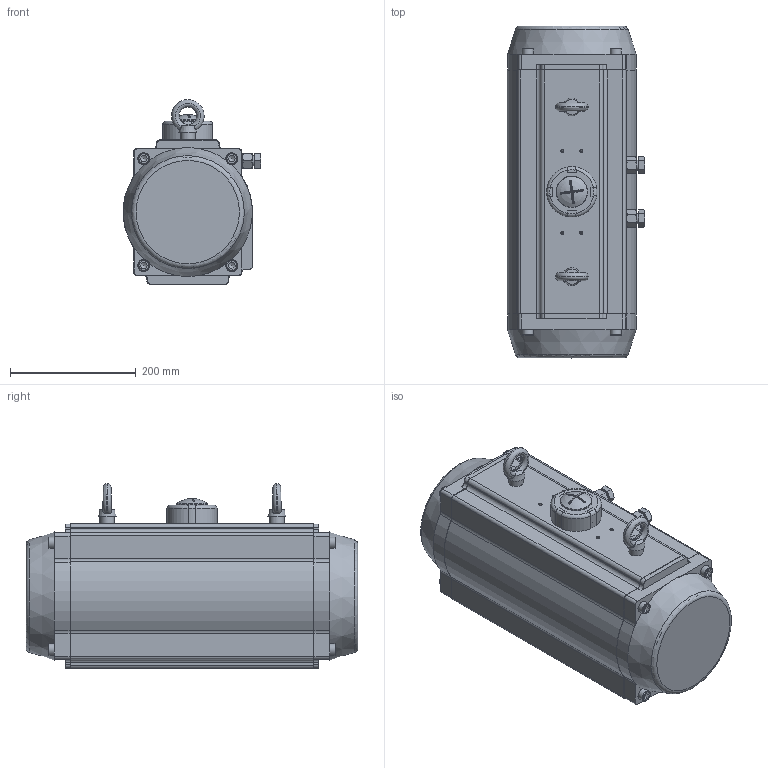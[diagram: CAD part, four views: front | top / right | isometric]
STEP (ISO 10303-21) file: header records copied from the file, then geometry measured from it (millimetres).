
FILE_DESCRIPTION(/* description */ (''),/* implementation_level */ '2;1');
FILE_NAME(/* name */ '5050190228 C-190DA F12 27x27.stp',/* time_stamp */ '2016-12-30T14:32:35+08:00',/* author */ (''),/* organization */ (''),/* preprocessor_version */ 'ST-DEVELOPER v15',/* originating_system */ 'SIEMENS PLM Software NX 8.5',/* authorisation */ '');
FILE_SCHEMA (('AUTOMOTIVE_DESIGN { 1 0 10303 214 3 1 1 1 }'));
Products named in the file (29): Lug; Lug bearing; Stop screw; Nut-stop screw; Plug; O-ring adjust screw; Nut adjust screw; Adjust screw; Indicator screw-270; Indicator-270; End-cap screw; O-ring end cap; Inside washer; Outside washer; O-ring piston; O-ring-pinion top; O-ring-pinion bottom; Thrust washer; Bearing-pinion bottom; Bearing-pinion top; Bearing-piston; Guide Piston-C-190; C-190-08; Circlip; C-190-03; C-190-04 27x27; C-190-02; C-190-01 F12; C-190 F12 27x27
Assembly tree (49 placements, depth 2):
  C-190 F12 27x27
    C-190-01 F12
    C-190-02  x2
    C-190-04 27x27
    C-190-03  x2
    Circlip
    C-190-08
    Guide Piston-C-190  x2
    Bearing-piston  x2
    Bearing-pinion top
    Bearing-pinion bottom
    Thrust washer
    O-ring-pinion bottom
    O-ring-pinion top
    O-ring piston  x2
    Outside washer
    Inside washer
    O-ring end cap  x2
    End-cap screw  x8
    Indicator-270
    Indicator screw-270
    Adjust screw  x2
    Nut adjust screw  x2
    O-ring adjust screw  x2
    Plug  x2
    Nut-stop screw  x2
    Stop screw  x2
    Lug bearing  x2
    Lug  x2
Bounding box: 218.68 x 528 x 293.96 mm (x, y, z)
Volume: 10058599.2 mm3; surface area: 1844614.2 mm2
Topology: 72 solids, 72 shells, 2136 faces, 5571 edges, 3632 vertices
Faces by surface type: cylinder 889, plane 789, cone 211, torus 132, extrusion 60, bspline 50, sphere 5
Full cylindrical faces by diameter (mm): 3 x2, 4.2 x8, 5 x1, 6 x2, 6.144 x1, 8 x3, 9 x4, 10.104 x8, 10.105 x2, 10.106 x10, 10.3 x16, 12 x18, 12.5 x2, 13.5 x8, 13.833 x2, 13.835 x6, 14 x4, 14.374 x2, 14.376 x2, 16 x12, 16.001 x4, 18 x8, 19 x8, 23 x2, 24 x2, 27 x1, 28 x2, 32 x12, 40 x1, 44.3 x1
Entity records: 51304 total; most frequent: CARTESIAN_POINT 18622, DIRECTION 6561, ORIENTED_EDGE 6364, EDGE_CURVE 3182, AXIS2_PLACEMENT_3D 2562, VERTEX_POINT 2229, EDGE_LOOP 1707, VECTOR 1437
